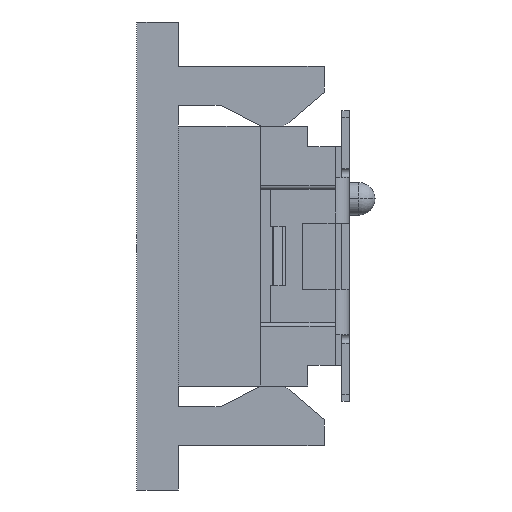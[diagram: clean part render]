
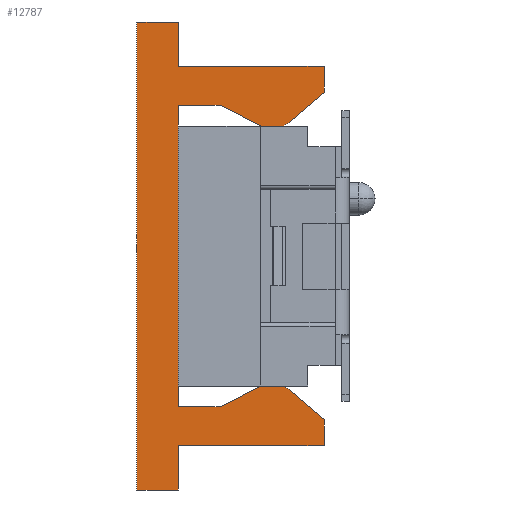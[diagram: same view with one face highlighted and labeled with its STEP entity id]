
A CAD part, left-side view. The second image highlights one B-rep face of the part: STEP entity #12787.
In plain terms, the highlighted planar face has unit normal (-1, 0, 0).
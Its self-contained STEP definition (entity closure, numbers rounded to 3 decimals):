
#513=DIRECTION('',(0.,0.,1.));
#514=VECTOR('',#513,0.4);
#515=CARTESIAN_POINT('',(-3.,3.296,2.5));
#516=LINE('6466',#515,#514);
#553=DIRECTION('',(0.,1.,0.));
#554=VECTOR('',#553,0.436);
#555=CARTESIAN_POINT('',(-3.,1.278,2.5));
#556=LINE('6208',#555,#554);
#678=DIRECTION('',(0.,0.,1.));
#679=VECTOR('',#678,0.4);
#680=CARTESIAN_POINT('',(-3.,3.296,-2.9));
#681=LINE('6463',#680,#679);
#702=DIRECTION('',(0.,1.,0.));
#703=VECTOR('',#702,0.436);
#704=CARTESIAN_POINT('',(-3.,1.278,-2.5));
#705=LINE('6215',#704,#703);
#718=DIRECTION('',(0.,0.,-1.));
#719=VECTOR('',#718,0.75);
#720=CARTESIAN_POINT('',(-3.,3.296,2.5));
#721=LINE('6203',#720,#719);
#734=DIRECTION('',(0.,0.,-1.));
#735=VECTOR('',#734,1.571);
#736=CARTESIAN_POINT('',(-3.,3.296,-0.929));
#737=LINE('6204',#736,#735);
#799=DIRECTION('',(0.,1.,0.));
#800=VECTOR('',#799,0.8);
#801=CARTESIAN_POINT('',(-3.,2.496,0.65));
#802=LINE('6162',#801,#800);
#803=DIRECTION('',(0.,0.,1.));
#804=VECTOR('',#803,1.3);
#805=CARTESIAN_POINT('',(-3.,2.496,-0.65));
#806=LINE('6155',#805,#804);
#807=DIRECTION('',(0.,-1.,0.));
#808=VECTOR('',#807,0.8);
#809=CARTESIAN_POINT('',(-3.,3.296,-0.65));
#810=LINE('6161',#809,#808);
#811=DIRECTION('',(0.,1.,0.));
#812=VECTOR('',#811,0.8);
#813=CARTESIAN_POINT('',(-3.,2.496,-2.9));
#814=LINE('6196',#813,#812);
#815=DIRECTION('',(0.,0.89,-0.455));
#816=VECTOR('',#815,0.867);
#817=CARTESIAN_POINT('',(-3.,1.724,-2.505));
#818=LINE('6167',#817,#816);
#819=CARTESIAN_POINT('',(-3.,1.496,-2.95));
#820=DIRECTION('',(-1.,0.,0.));
#821=DIRECTION('',(0.,0.436,0.9));
#822=AXIS2_PLACEMENT_3D('',#819,#820,#821);
#824=CARTESIAN_POINT('',(-3.,1.496,-2.95));
#825=DIRECTION('',(-1.,0.,0.));
#826=DIRECTION('',(0.,-0.652,0.758));
#827=AXIS2_PLACEMENT_3D('',#824,#825,#826);
#829=DIRECTION('',(0.,0.758,0.652));
#830=VECTOR('',#829,0.889);
#831=CARTESIAN_POINT('',(-3.,0.496,-3.15));
#832=LINE('6166',#831,#830);
#833=DIRECTION('',(0.,0.,1.));
#834=VECTOR('',#833,0.5);
#835=CARTESIAN_POINT('',(-3.,0.496,-3.65));
#836=LINE('6165',#835,#834);
#837=DIRECTION('',(0.,-1.,0.));
#838=VECTOR('',#837,2.8);
#839=CARTESIAN_POINT('',(-3.,3.296,-3.65));
#840=LINE('6195',#839,#838);
#841=DIRECTION('',(0.,1.,0.));
#842=VECTOR('',#841,0.8);
#843=CARTESIAN_POINT('',(-3.,3.296,-4.5));
#844=LINE('6152',#843,#842);
#845=DIRECTION('',(0.,1.,0.));
#846=VECTOR('',#845,2.8);
#847=CARTESIAN_POINT('',(-3.,0.496,3.65));
#848=LINE('6198',#847,#846);
#849=DIRECTION('',(0.,0.,1.));
#850=VECTOR('',#849,0.5);
#851=CARTESIAN_POINT('',(-3.,0.496,3.15));
#852=LINE('6170',#851,#850);
#853=DIRECTION('',(0.,-0.758,0.652));
#854=VECTOR('',#853,0.889);
#855=CARTESIAN_POINT('',(-3.,1.17,2.571));
#856=LINE('6169',#855,#854);
#857=CARTESIAN_POINT('',(-3.,1.496,2.95));
#858=DIRECTION('',(-1.,0.,0.));
#859=DIRECTION('',(0.,-0.436,-0.9));
#860=AXIS2_PLACEMENT_3D('',#857,#858,#859);
#862=CARTESIAN_POINT('',(-3.,1.496,2.95));
#863=DIRECTION('',(-1.,0.,0.));
#864=DIRECTION('',(0.,0.455,-0.89));
#865=AXIS2_PLACEMENT_3D('',#862,#863,#864);
#867=DIRECTION('',(0.,-0.89,-0.455));
#868=VECTOR('',#867,0.867);
#869=CARTESIAN_POINT('',(-3.,2.496,2.9));
#870=LINE('6168',#869,#868);
#871=DIRECTION('',(0.,-1.,0.));
#872=VECTOR('',#871,0.8);
#873=CARTESIAN_POINT('',(-3.,3.296,2.9));
#874=LINE('6197',#873,#872);
#883=DIRECTION('',(0.,0.,1.));
#884=VECTOR('',#883,1.1);
#885=CARTESIAN_POINT('',(-3.,3.296,0.65));
#886=LINE('6465',#885,#884);
#1404=DIRECTION('',(0.,0.,1.));
#1405=VECTOR('',#1404,0.279);
#1406=CARTESIAN_POINT('',(-3.,3.296,-0.929));
#1407=LINE('6464',#1406,#1405);
#4442=DIRECTION('',(0.,0.,1.));
#4443=VECTOR('',#4442,0.85);
#4444=CARTESIAN_POINT('',(-3.,3.296,-4.5));
#4445=LINE('6191',#4444,#4443);
#4462=DIRECTION('',(0.,0.,1.));
#4463=VECTOR('',#4462,9.);
#4464=CARTESIAN_POINT('',(-3.,4.096,-4.5));
#4465=LINE('6148',#4464,#4463);
#4466=DIRECTION('',(0.,1.,0.));
#4467=VECTOR('',#4466,0.8);
#4468=CARTESIAN_POINT('',(-3.,3.296,4.5));
#4469=LINE('6153',#4468,#4467);
#4474=DIRECTION('',(0.,0.,1.));
#4475=VECTOR('',#4474,0.85);
#4476=CARTESIAN_POINT('',(-3.,3.296,3.65));
#4477=LINE('6192',#4476,#4475);
#11648=CARTESIAN_POINT('',(-3.,3.296,-4.5));
#11650=VERTEX_POINT('',#11648);
#11651=CARTESIAN_POINT('',(-3.,3.296,4.5));
#11653=VERTEX_POINT('',#11651);
#11656=CARTESIAN_POINT('',(-3.,4.096,-4.5));
#11658=VERTEX_POINT('',#11656);
#11659=CARTESIAN_POINT('',(-3.,4.096,4.5));
#11660=VERTEX_POINT('',#11659);
#11663=CARTESIAN_POINT('',(-3.,2.496,-0.65));
#11664=CARTESIAN_POINT('',(-3.,2.496,0.65));
#11665=VERTEX_POINT('',#11663);
#11666=VERTEX_POINT('',#11664);
#11671=CARTESIAN_POINT('',(-3.,3.296,-0.65));
#11673=VERTEX_POINT('',#11671);
#11675=CARTESIAN_POINT('',(-3.,3.296,0.65));
#11677=VERTEX_POINT('',#11675);
#11679=CARTESIAN_POINT('',(-3.,0.496,-3.65));
#11680=CARTESIAN_POINT('',(-3.,0.496,-3.15));
#11681=VERTEX_POINT('',#11679);
#11682=VERTEX_POINT('',#11680);
#11683=CARTESIAN_POINT('',(-3.,1.17,-2.571));
#11684=VERTEX_POINT('',#11683);
#11685=CARTESIAN_POINT('',(-3.,1.724,-2.505));
#11686=CARTESIAN_POINT('',(-3.,2.496,-2.9));
#11687=VERTEX_POINT('',#11685);
#11688=VERTEX_POINT('',#11686);
#11689=CARTESIAN_POINT('',(-3.,2.496,2.9));
#11690=CARTESIAN_POINT('',(-3.,1.724,2.505));
#11691=VERTEX_POINT('',#11689);
#11692=VERTEX_POINT('',#11690);
#11693=CARTESIAN_POINT('',(-3.,1.17,2.571));
#11694=CARTESIAN_POINT('',(-3.,0.496,3.15));
#11695=VERTEX_POINT('',#11693);
#11696=VERTEX_POINT('',#11694);
#11697=CARTESIAN_POINT('',(-3.,0.496,3.65));
#11698=VERTEX_POINT('',#11697);
#11719=CARTESIAN_POINT('',(-3.,3.296,-3.65));
#11721=VERTEX_POINT('',#11719);
#11723=CARTESIAN_POINT('',(-3.,3.296,-2.9));
#11725=VERTEX_POINT('',#11723);
#11727=CARTESIAN_POINT('',(-3.,3.296,2.9));
#11729=VERTEX_POINT('',#11727);
#11731=CARTESIAN_POINT('',(-3.,3.296,3.65));
#11733=VERTEX_POINT('',#11731);
#11735=CARTESIAN_POINT('',(-3.,3.296,2.5));
#11736=CARTESIAN_POINT('',(-3.,3.296,1.75));
#11737=VERTEX_POINT('',#11735);
#11738=VERTEX_POINT('',#11736);
#11739=CARTESIAN_POINT('',(-3.,3.296,-0.929));
#11740=CARTESIAN_POINT('',(-3.,3.296,-2.5));
#11741=VERTEX_POINT('',#11739);
#11742=VERTEX_POINT('',#11740);
#11751=CARTESIAN_POINT('',(-3.,1.278,2.5));
#11752=CARTESIAN_POINT('',(-3.,1.714,2.5));
#11753=VERTEX_POINT('',#11751);
#11754=VERTEX_POINT('',#11752);
#11767=CARTESIAN_POINT('',(-3.,1.278,-2.5));
#11768=CARTESIAN_POINT('',(-3.,1.714,-2.5));
#11769=VERTEX_POINT('',#11767);
#11770=VERTEX_POINT('',#11768);
#12726=CARTESIAN_POINT('',(-3.,3.296,-4.5));
#12727=DIRECTION('',(-1.,0.,0.));
#12728=DIRECTION('',(0.,0.,1.));
#12729=AXIS2_PLACEMENT_3D('',#12726,#12727,#12728);
#12730=PLANE('4153',#12729);
#12731=ORIENTED_EDGE('6203',*,*,#12681,.T.);
#12733=ORIENTED_EDGE('6465',*,*,#12732,.F.);
#12735=ORIENTED_EDGE('6162',*,*,#12734,.F.);
#12737=ORIENTED_EDGE('6155',*,*,#12736,.F.);
#12739=ORIENTED_EDGE('6161',*,*,#12738,.F.);
#12741=ORIENTED_EDGE('6464',*,*,#12740,.F.);
#12742=ORIENTED_EDGE('6204',*,*,#12687,.T.);
#12743=ORIENTED_EDGE('6463',*,*,#12642,.F.);
#12745=ORIENTED_EDGE('6196',*,*,#12744,.F.);
#12747=ORIENTED_EDGE('6167',*,*,#12746,.F.);
#12749=ORIENTED_EDGE('6456',*,*,#12748,.F.);
#12750=ORIENTED_EDGE('6215',*,*,#12666,.F.);
#12752=ORIENTED_EDGE('6455',*,*,#12751,.F.);
#12754=ORIENTED_EDGE('6166',*,*,#12753,.F.);
#12756=ORIENTED_EDGE('6165',*,*,#12755,.F.);
#12758=ORIENTED_EDGE('6195',*,*,#12757,.F.);
#12760=ORIENTED_EDGE('6191',*,*,#12759,.F.);
#12762=ORIENTED_EDGE('6152',*,*,#12761,.T.);
#12764=ORIENTED_EDGE('6148',*,*,#12763,.T.);
#12766=ORIENTED_EDGE('6153',*,*,#12765,.F.);
#12768=ORIENTED_EDGE('6192',*,*,#12767,.F.);
#12770=ORIENTED_EDGE('6198',*,*,#12769,.F.);
#12772=ORIENTED_EDGE('6170',*,*,#12771,.F.);
#12774=ORIENTED_EDGE('6169',*,*,#12773,.F.);
#12776=ORIENTED_EDGE('6458',*,*,#12775,.F.);
#12777=ORIENTED_EDGE('6208',*,*,#12457,.T.);
#12779=ORIENTED_EDGE('6457',*,*,#12778,.F.);
#12781=ORIENTED_EDGE('6168',*,*,#12780,.F.);
#12783=ORIENTED_EDGE('6197',*,*,#12782,.F.);
#12784=ORIENTED_EDGE('6466',*,*,#12424,.F.);
#12785=EDGE_LOOP('4153',(#12731,#12733,#12735,#12737,#12739,#12741,#12742,
#12743,#12745,#12747,#12749,#12750,#12752,#12754,#12756,#12758,#12760,#12762,
#12764,#12766,#12768,#12770,#12772,#12774,#12776,#12777,#12779,#12781,#12783,
#12784));
#12786=FACE_OUTER_BOUND('4153',#12785,.F.);
#12787=ADVANCED_FACE('4153',(#12786),#12730,.T.);
#823=CIRCLE('6456',#822,0.5);
#828=CIRCLE('6455',#827,0.5);
#861=CIRCLE('6458',#860,0.5);
#866=CIRCLE('6457',#865,0.5);
#12424=EDGE_CURVE('6466',#11737,#11729,#516,.T.);
#12457=EDGE_CURVE('6208',#11753,#11754,#556,.T.);
#12642=EDGE_CURVE('6463',#11725,#11742,#681,.T.);
#12666=EDGE_CURVE('6215',#11769,#11770,#705,.T.);
#12681=EDGE_CURVE('6203',#11737,#11738,#721,.T.);
#12687=EDGE_CURVE('6204',#11741,#11742,#737,.T.);
#12732=EDGE_CURVE('6465',#11677,#11738,#886,.T.);
#12734=EDGE_CURVE('6162',#11666,#11677,#802,.T.);
#12736=EDGE_CURVE('6155',#11665,#11666,#806,.T.);
#12738=EDGE_CURVE('6161',#11673,#11665,#810,.T.);
#12740=EDGE_CURVE('6464',#11741,#11673,#1407,.T.);
#12744=EDGE_CURVE('6196',#11688,#11725,#814,.T.);
#12746=EDGE_CURVE('6167',#11687,#11688,#818,.T.);
#12748=EDGE_CURVE('6456',#11770,#11687,#823,.T.);
#12751=EDGE_CURVE('6455',#11684,#11769,#828,.T.);
#12753=EDGE_CURVE('6166',#11682,#11684,#832,.T.);
#12755=EDGE_CURVE('6165',#11681,#11682,#836,.T.);
#12757=EDGE_CURVE('6195',#11721,#11681,#840,.T.);
#12759=EDGE_CURVE('6191',#11650,#11721,#4445,.T.);
#12761=EDGE_CURVE('6152',#11650,#11658,#844,.T.);
#12763=EDGE_CURVE('6148',#11658,#11660,#4465,.T.);
#12765=EDGE_CURVE('6153',#11653,#11660,#4469,.T.);
#12767=EDGE_CURVE('6192',#11733,#11653,#4477,.T.);
#12769=EDGE_CURVE('6198',#11698,#11733,#848,.T.);
#12771=EDGE_CURVE('6170',#11696,#11698,#852,.T.);
#12773=EDGE_CURVE('6169',#11695,#11696,#856,.T.);
#12775=EDGE_CURVE('6458',#11753,#11695,#861,.T.);
#12778=EDGE_CURVE('6457',#11692,#11754,#866,.T.);
#12780=EDGE_CURVE('6168',#11691,#11692,#870,.T.);
#12782=EDGE_CURVE('6197',#11729,#11691,#874,.T.);
